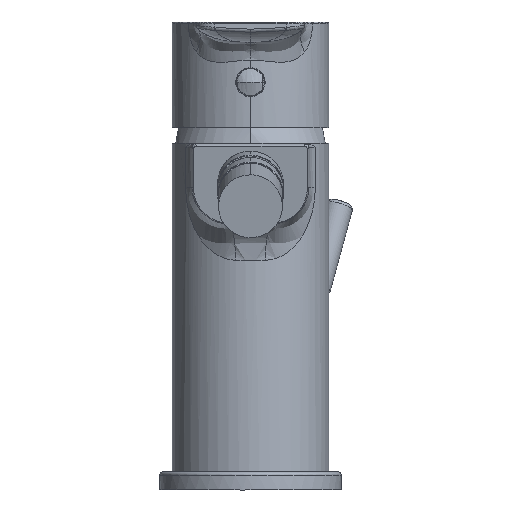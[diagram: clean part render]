
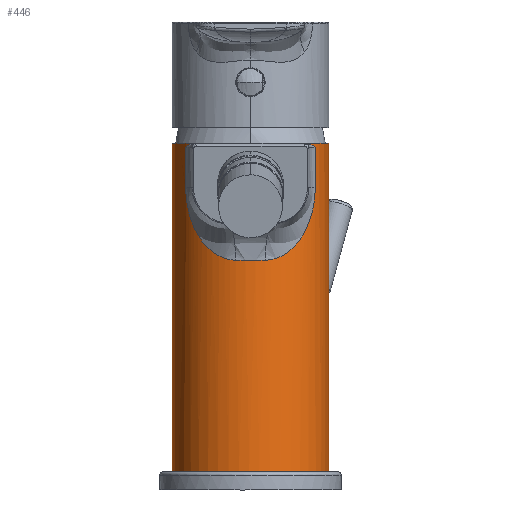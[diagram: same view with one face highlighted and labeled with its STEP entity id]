
A CAD part, front view. The second image highlights one B-rep face of the part: STEP entity #446.
In plain terms, the highlighted cylindrical face has radius 21.5 mm (diameter 43 mm), a partial arc.
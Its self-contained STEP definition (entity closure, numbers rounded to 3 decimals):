
#161=B_SPLINE_CURVE_WITH_KNOTS('',1,(#6243,#6244),.UNSPECIFIED.,.F.,.F.,
(2,2),(0.,11.),.UNSPECIFIED.);
#162=B_SPLINE_CURVE_WITH_KNOTS('',1,(#6248,#6249),.UNSPECIFIED.,.F.,.F.,
(2,2),(0.,11.),.UNSPECIFIED.);
#176=B_SPLINE_CURVE_WITH_KNOTS('',1,(#6488,#6489),.UNSPECIFIED.,.F.,.F.,
(2,2),(0.,90.),.UNSPECIFIED.);
#177=B_SPLINE_CURVE_WITH_KNOTS('',3,(#6493,#6494,#6495,#6496,#6497,#6498),
 .UNSPECIFIED.,.F.,.F.,(4,2,4),(0.,1.981,3.953),
 .UNSPECIFIED.);
#178=B_SPLINE_CURVE_WITH_KNOTS('',3,(#6499,#6500,#6501,#6502,#6503,#6504,
#6505,#6506,#6507,#6508,#6509,#6510),.UNSPECIFIED.,.F.,.F.,(4,2,2,2,2,4),
(-28.537,-21.406,-17.84,-14.282,
-7.253,0.),.UNSPECIFIED.);
#179=B_SPLINE_CURVE_WITH_KNOTS('',3,(#6511,#6512,#6513,#6514,#6515,#6516,
#6517,#6518,#6519,#6520,#6521,#6522),.UNSPECIFIED.,.F.,.F.,(4,2,2,2,2,4),
(-28.537,-21.282,-14.258,-10.697,
-7.129,0.),.UNSPECIFIED.);
#180=B_SPLINE_CURVE_WITH_KNOTS('',3,(#6523,#6524,#6525,#6526,#6527,#6528),
 .UNSPECIFIED.,.F.,.F.,(4,2,4),(0.,1.971,3.953),
 .UNSPECIFIED.);
#181=B_SPLINE_CURVE_WITH_KNOTS('',1,(#6532,#6533),.UNSPECIFIED.,.F.,.F.,
(2,2),(0.,90.),.UNSPECIFIED.);
#314=CYLINDRICAL_SURFACE('',#2624,21.5);
#446=ADVANCED_FACE('',(#630),#314,.T.);
#630=FACE_OUTER_BOUND('',#806,.T.);
#806=EDGE_LOOP('',(#1249,#1250,#1251,#1252,#1253,#1254,#1255,#1256,#1257,
#1258,#1259,#1260));
#1249=ORIENTED_EDGE('',*,*,#1817,.T.);
#1250=ORIENTED_EDGE('',*,*,#1818,.T.);
#1251=ORIENTED_EDGE('',*,*,#1819,.T.);
#1252=ORIENTED_EDGE('',*,*,#1820,.T.);
#1253=ORIENTED_EDGE('',*,*,#1787,.F.);
#1254=ORIENTED_EDGE('',*,*,#1821,.F.);
#1255=ORIENTED_EDGE('',*,*,#1798,.F.);
#1256=ORIENTED_EDGE('',*,*,#1822,.F.);
#1257=ORIENTED_EDGE('',*,*,#1789,.F.);
#1258=ORIENTED_EDGE('',*,*,#1823,.T.);
#1259=ORIENTED_EDGE('',*,*,#1824,.T.);
#1260=ORIENTED_EDGE('',*,*,#1825,.T.);
#1787=EDGE_CURVE('',#2305,#2306,#161,.T.);
#1789=EDGE_CURVE('',#2307,#2308,#162,.T.);
#1798=EDGE_CURVE('',#2315,#2316,#2106,.T.);
#1817=EDGE_CURVE('',#2327,#2328,#2116,.T.);
#1818=EDGE_CURVE('',#2328,#2329,#176,.T.);
#1819=EDGE_CURVE('',#2329,#2330,#2117,.T.);
#1820=EDGE_CURVE('',#2330,#2306,#177,.T.);
#1821=EDGE_CURVE('',#2316,#2305,#178,.T.);
#1822=EDGE_CURVE('',#2308,#2315,#179,.T.);
#1823=EDGE_CURVE('',#2307,#2331,#180,.T.);
#1824=EDGE_CURVE('',#2331,#2332,#2118,.T.);
#1825=EDGE_CURVE('',#2332,#2327,#181,.T.);
#2106=(
BOUNDED_CURVE()
B_SPLINE_CURVE(2,(#6270,#6271,#6272),.UNSPECIFIED.,.F.,.F.)
B_SPLINE_CURVE_WITH_KNOTS((3,3),(0.,8.343),.UNSPECIFIED.)
CURVE()
GEOMETRIC_REPRESENTATION_ITEM()
RATIONAL_B_SPLINE_CURVE((1.,0.982,1.))
REPRESENTATION_ITEM('')
);
#2116=(
BOUNDED_CURVE()
B_SPLINE_CURVE(2,(#6483,#6484,#6485,#6486,#6487),.UNSPECIFIED.,.F.,.F.)
B_SPLINE_CURVE_WITH_KNOTS((3,2,3),(0.,43.,86.),.UNSPECIFIED.)
CURVE()
GEOMETRIC_REPRESENTATION_ITEM()
RATIONAL_B_SPLINE_CURVE((1.,0.707,1.,0.707,1.))
REPRESENTATION_ITEM('')
);
#2117=(
BOUNDED_CURVE()
B_SPLINE_CURVE(2,(#6490,#6491,#6492),.UNSPECIFIED.,.F.,.F.)
B_SPLINE_CURVE_WITH_KNOTS((3,3),(0.,17.58),.UNSPECIFIED.)
CURVE()
GEOMETRIC_REPRESENTATION_ITEM()
RATIONAL_B_SPLINE_CURVE((1.,0.926,1.))
REPRESENTATION_ITEM('')
);
#2118=(
BOUNDED_CURVE()
B_SPLINE_CURVE(2,(#6529,#6530,#6531),.UNSPECIFIED.,.F.,.F.)
B_SPLINE_CURVE_WITH_KNOTS((3,3),(0.,17.58),.UNSPECIFIED.)
CURVE()
GEOMETRIC_REPRESENTATION_ITEM()
RATIONAL_B_SPLINE_CURVE((1.,0.926,1.))
REPRESENTATION_ITEM('')
);
#2305=VERTEX_POINT('',#6187);
#2306=VERTEX_POINT('',#6188);
#2307=VERTEX_POINT('',#6189);
#2308=VERTEX_POINT('',#6190);
#2315=VERTEX_POINT('',#6197);
#2316=VERTEX_POINT('',#6198);
#2327=VERTEX_POINT('',#6209);
#2328=VERTEX_POINT('',#6210);
#2329=VERTEX_POINT('',#6211);
#2330=VERTEX_POINT('',#6212);
#2331=VERTEX_POINT('',#6213);
#2332=VERTEX_POINT('',#6214);
#2624=AXIS2_PLACEMENT_3D('',#5777,#2721,$);
#2721=DIRECTION('',(0.,0.,1.));
#5777=CARTESIAN_POINT('',(-1.614,50.14,-14.185));
#6187=CARTESIAN_POINT('',(16.132,38.002,18.815));
#6188=CARTESIAN_POINT('',(16.132,38.002,29.815));
#6189=CARTESIAN_POINT('',(-19.36,38.002,29.815));
#6190=CARTESIAN_POINT('',(-19.36,38.002,18.815));
#6197=CARTESIAN_POINT('',(-5.709,29.033,-1.185));
#6198=CARTESIAN_POINT('',(2.482,29.033,-1.185));
#6209=CARTESIAN_POINT('',(-23.114,50.14,-59.185));
#6210=CARTESIAN_POINT('',(19.886,50.14,-59.185));
#6211=CARTESIAN_POINT('',(19.886,50.14,30.815));
#6212=CARTESIAN_POINT('',(13.728,35.077,30.815));
#6213=CARTESIAN_POINT('',(-16.956,35.077,30.815));
#6214=CARTESIAN_POINT('',(-23.114,50.14,30.815));
#6243=CARTESIAN_POINT('',(16.132,38.002,18.815));
#6244=CARTESIAN_POINT('',(16.132,38.002,29.815));
#6248=CARTESIAN_POINT('',(-19.36,38.002,29.815));
#6249=CARTESIAN_POINT('',(-19.36,38.002,18.815));
#6270=CARTESIAN_POINT('',(-5.709,29.033,-1.185));
#6271=CARTESIAN_POINT('',(-1.614,28.239,-1.185));
#6272=CARTESIAN_POINT('',(2.482,29.033,-1.185));
#6483=CARTESIAN_POINT('',(-23.114,50.14,-59.185));
#6484=CARTESIAN_POINT('',(-23.114,28.64,-59.185));
#6485=CARTESIAN_POINT('',(-1.614,28.64,-59.185));
#6486=CARTESIAN_POINT('',(19.886,28.64,-59.185));
#6487=CARTESIAN_POINT('',(19.886,50.14,-59.185));
#6488=CARTESIAN_POINT('',(19.886,50.14,-59.185));
#6489=CARTESIAN_POINT('',(19.886,50.14,30.815));
#6490=CARTESIAN_POINT('',(19.886,50.14,30.815));
#6491=CARTESIAN_POINT('',(19.886,41.349,30.815));
#6492=CARTESIAN_POINT('',(13.728,35.077,30.815));
#6493=CARTESIAN_POINT('',(13.728,35.077,30.815));
#6494=CARTESIAN_POINT('',(14.198,35.556,30.815));
#6495=CARTESIAN_POINT('',(14.618,36.026,30.666));
#6496=CARTESIAN_POINT('',(15.419,37.004,30.286));
#6497=CARTESIAN_POINT('',(15.786,37.495,30.05));
#6498=CARTESIAN_POINT('',(16.132,38.002,29.815));
#6499=CARTESIAN_POINT('',(2.482,29.033,-1.185));
#6500=CARTESIAN_POINT('',(4.835,29.49,-1.185));
#6501=CARTESIAN_POINT('',(6.963,30.326,-0.29));
#6502=CARTESIAN_POINT('',(9.563,31.746,1.651));
#6503=CARTESIAN_POINT('',(10.336,32.246,2.402));
#6504=CARTESIAN_POINT('',(11.712,33.246,4.025));
#6505=CARTESIAN_POINT('',(12.318,33.747,4.893));
#6506=CARTESIAN_POINT('',(13.946,35.23,7.688));
#6507=CARTESIAN_POINT('',(14.76,36.179,9.784));
#6508=CARTESIAN_POINT('',(15.85,37.567,14.131));
#6509=CARTESIAN_POINT('',(16.132,38.002,16.41));
#6510=CARTESIAN_POINT('',(16.132,38.002,18.815));
#6511=CARTESIAN_POINT('',(-19.36,38.002,18.815));
#6512=CARTESIAN_POINT('',(-19.36,38.002,16.41));
#6513=CARTESIAN_POINT('',(-19.077,37.566,14.129));
#6514=CARTESIAN_POINT('',(-17.988,36.179,9.784));
#6515=CARTESIAN_POINT('',(-17.174,35.231,7.689));
#6516=CARTESIAN_POINT('',(-15.546,33.748,4.894));
#6517=CARTESIAN_POINT('',(-14.94,33.246,4.025));
#6518=CARTESIAN_POINT('',(-13.563,32.245,2.401));
#6519=CARTESIAN_POINT('',(-12.789,31.746,1.65));
#6520=CARTESIAN_POINT('',(-10.189,30.325,-0.291));
#6521=CARTESIAN_POINT('',(-8.062,29.49,-1.185));
#6522=CARTESIAN_POINT('',(-5.709,29.033,-1.185));
#6523=CARTESIAN_POINT('',(-19.36,38.002,29.815));
#6524=CARTESIAN_POINT('',(-19.013,37.495,30.05));
#6525=CARTESIAN_POINT('',(-18.646,37.004,30.286));
#6526=CARTESIAN_POINT('',(-17.846,36.026,30.666));
#6527=CARTESIAN_POINT('',(-17.426,35.556,30.815));
#6528=CARTESIAN_POINT('',(-16.956,35.077,30.815));
#6529=CARTESIAN_POINT('',(-16.956,35.077,30.815));
#6530=CARTESIAN_POINT('',(-23.114,41.349,30.815));
#6531=CARTESIAN_POINT('',(-23.114,50.14,30.815));
#6532=CARTESIAN_POINT('',(-23.114,50.14,30.815));
#6533=CARTESIAN_POINT('',(-23.114,50.14,-59.185));
